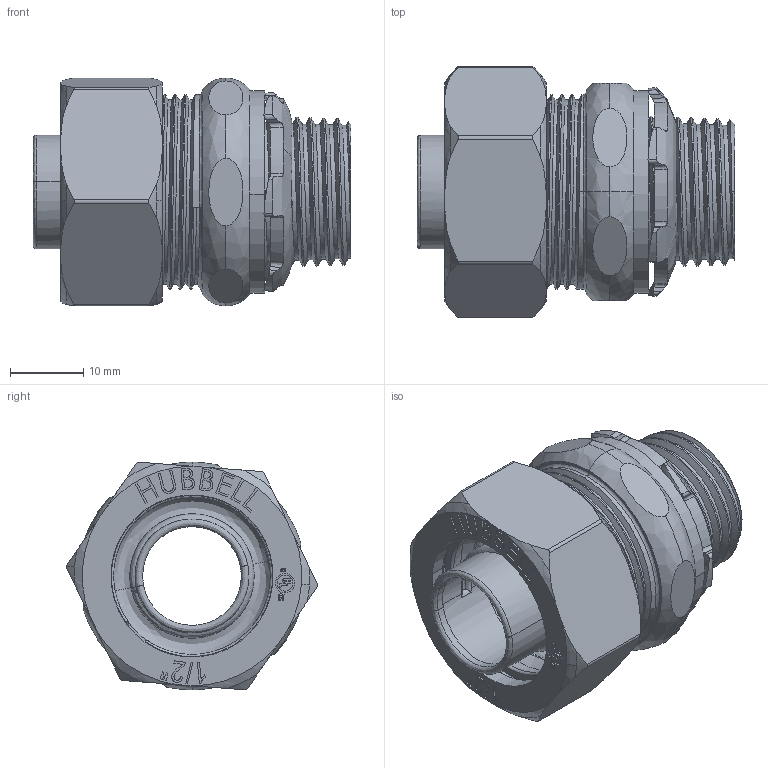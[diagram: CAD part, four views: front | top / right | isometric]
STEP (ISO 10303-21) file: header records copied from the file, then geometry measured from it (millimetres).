
FILE_DESCRIPTION (( 'STEP AP214' ), '1' );
FILE_NAME ('3402-8.STEP', '2019-07-31T19:18:23', ( '' ), ( '' ), 'SwSTEP 2.0', 'SolidWorks 2018', '' );
FILE_SCHEMA (( 'AUTOMOTIVE_DESIGN' ));
Length unit declared in the file: inch
Products named in the file (1): 3402-8
Bounding box: 43.27 x 34.15 x 30.99 mm (x, y, z)
Volume: 10319.7 mm3; surface area: 16330.5 mm2
Topology: 6 solids, 6 shells, 497 faces, 1332 edges, 870 vertices
Faces by surface type: plane 194, bspline 148, cylinder 96, cone 59
Entity records: 34372 total; most frequent: CARTESIAN_POINT 23134, ORIENTED_EDGE 2664, DIRECTION 1830, EDGE_CURVE 1332, VERTEX_POINT 870, VECTOR 620, LINE 620, AXIS2_PLACEMENT_3D 605
